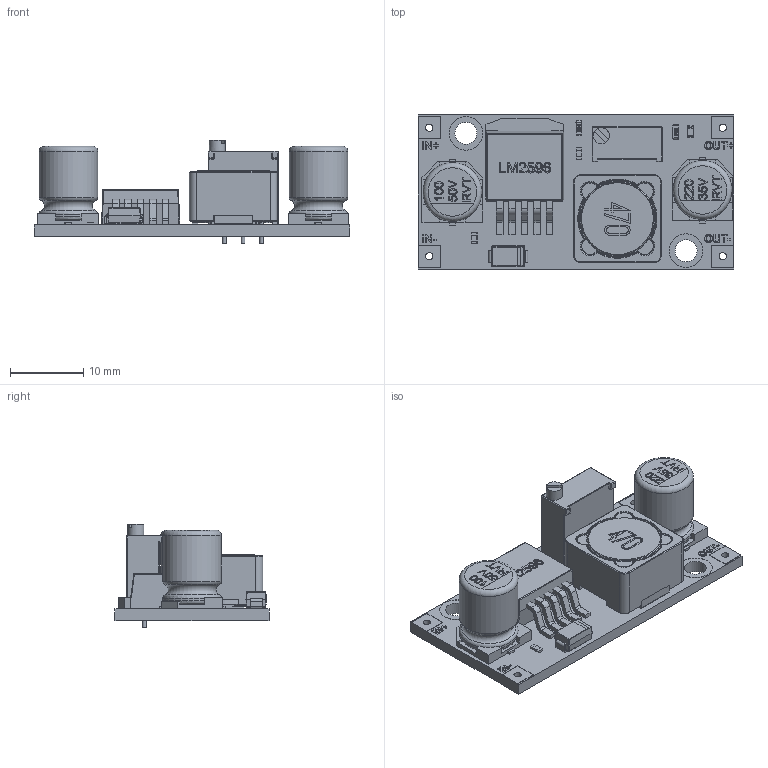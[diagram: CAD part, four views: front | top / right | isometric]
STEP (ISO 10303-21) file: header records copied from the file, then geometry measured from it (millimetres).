
FILE_DESCRIPTION(/* description */ (''),/* implementation_level */ '2;1');
FILE_NAME(/* name */ 'LM2596 DC-DC StepDown Converter v1.step',/* time_stamp */ '2020-04-20T18:09:22+02:00',/* author */ (''),/* organization */ (''),/* preprocessor_version */ 'ST-DEVELOPER v18.1',/* originating_system */ 'Autodesk Translation Framework v9.2.0.1227',/* authorisation */ '');
FILE_SCHEMA (('AUTOMOTIVE_DESIGN { 1 0 10303 214 3 1 1 }'));
Length unit declared in the file: millimetre
Products named in the file (13): LM2596 DC-DC StepDown Converter; Board v5; Trimpot 3296W v1; CDRH127_470M v1; CAPSMD220-35 v1; CAPSMD100-50 v1; TO-263BA v2; DO-214AC-DIOM5127X23N v1; Resistor 0603 v1; Resistor 0603 v1 (1); CAP0603 v1; LED Blue SMD 0603 Würth 150060BS55040 v1; CAP0603 v1 (1)
Assembly tree (12 placements, depth 2):
  LM2596 DC-DC StepDown Converter
    Board v5
    Trimpot 3296W v1
    CDRH127_470M v1
    CAPSMD220-35 v1
    CAPSMD100-50 v1
    TO-263BA v2
    DO-214AC-DIOM5127X23N v1
    Resistor 0603 v1
    Resistor 0603 v1 (1)
    CAP0603 v1
    LED Blue SMD 0603 Würth 150060BS55040 v1
    CAP0603 v1 (1)
Bounding box: 43 x 21 x 14.15 mm (x, y, z)
Volume: 4090.4 mm3; surface area: 5765.4 mm2
Topology: 39 solids, 123 shells, 2015 faces, 5308 edges, 3493 vertices
Faces by surface type: plane 997, bspline 604, cylinder 302, sphere 50, torus 32, cone 30
Full cylindrical faces by diameter (mm): 0.1 x1, 0.51 x3, 0.8 x4, 1 x7, 2.19 x1, 3 x2, 4.6 x4, 5 x1, 8 x2, 10 x3
Entity records: 70425 total; most frequent: CARTESIAN_POINT 22882, ORIENTED_EDGE 10228, DIRECTION 7824, EDGE_CURVE 5274, VERTEX_POINT 3493, LINE 3278, VECTOR 3278, AXIS2_PLACEMENT_3D 2273
